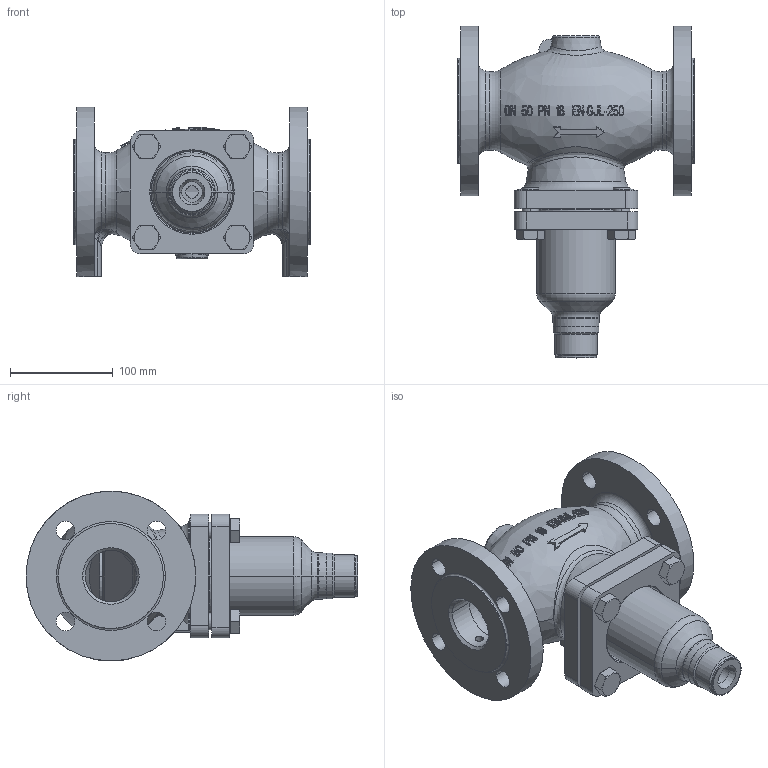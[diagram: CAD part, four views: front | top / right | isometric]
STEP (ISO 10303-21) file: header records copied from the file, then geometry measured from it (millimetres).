
FILE_DESCRIPTION((''),'2;1');
FILE_NAME('065B2393_ASM','2011-02-15T',('u243613'),('Danfoss Trata d.o.o.'),'PRO/ENGINEER BY PARAMETRIC TECHNOLOGY CORPORATION, 2009230','PRO/ENGINEER BY PARAMETRIC TECHNOLOGY CORPORATION, 2009230','');
FILE_SCHEMA(('CONFIG_CONTROL_DESIGN'));
Length unit declared in the file: millimetre
Products named in the file (10): 8861005; 5454046; 8861091; 5454040; 8861044; 8861045; 8861023; 5184023; ZVAR_2; 065B2393_ASM
Assembly tree (12 placements, depth 2):
  065B2393_ASM
    8861005
    5454046
    8861091
    5454040
    8861044
    8861045
    8861023
    5184023  x4
    ZVAR_2
Bounding box: 230 x 322.6 x 165 mm (x, y, z)
Volume: 1964061.1 mm3; surface area: 433755 mm2
Topology: 12 solids, 24 shells, 976 faces, 2488 edges, 1596 vertices
Faces by surface type: plane 570, cylinder 192, cone 85, bspline 76, torus 47, sphere 6
Entity records: 31338 total; most frequent: CARTESIAN_POINT 10674, ORIENTED_EDGE 4592, DIRECTION 3729, EDGE_CURVE 2314, VERTEX_POINT 1488, AXIS2_PLACEMENT_3D 1447, EDGE_LOOP 1000, FACE_OUTER_BOUND 895
